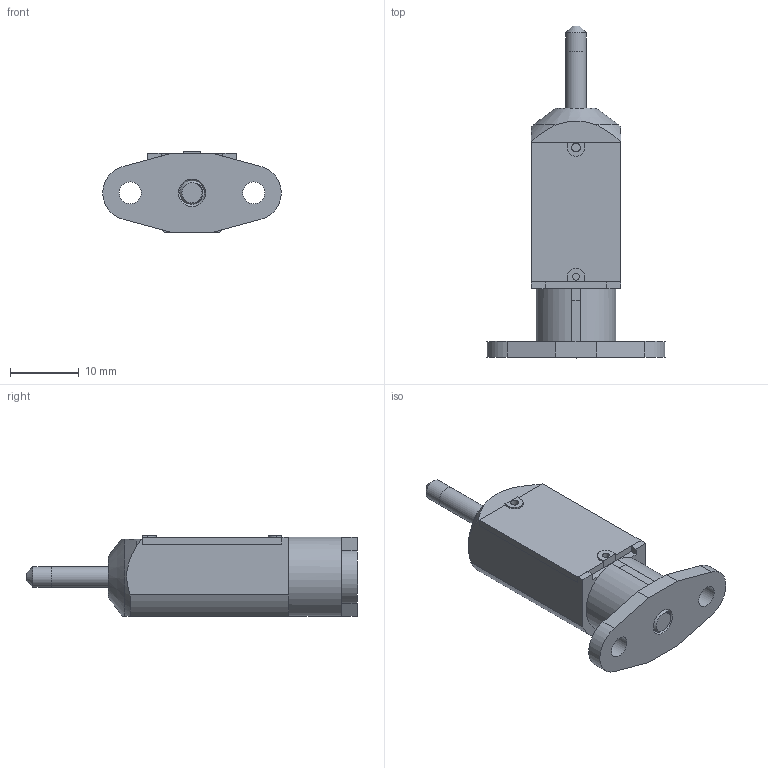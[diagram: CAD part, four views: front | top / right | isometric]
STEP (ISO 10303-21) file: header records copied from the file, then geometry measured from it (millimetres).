
FILE_DESCRIPTION(/* description */ (''),/* implementation_level */ '2;1');
FILE_NAME(/* name */ 'BLTouch Classic v5.step',/* time_stamp */ '2018-12-31T15:25:16+01:00',/* author */ (''),/* organization */ (''),/* preprocessor_version */ 'ST-DEVELOPER v17.2',/* originating_system */ 'Autodesk Translation Framework v7.6.0.251',/* authorisation */ '');
FILE_SCHEMA (('AUTOMOTIVE_DESIGN { 1 0 10303 214 3 1 1 }'));
Length unit declared in the file: millimetre
Products named in the file (5): BLTouch Classic; Component1; Pin; Component3; M4 grub
Assembly tree (4 placements, depth 2):
  BLTouch Classic
    Component1
    Pin
    Component3
    M4 grub
Bounding box: 25.97 x 48.4 x 11.78 mm (x, y, z)
Volume: 4999.1 mm3; surface area: 3633.4 mm2
Topology: 7 solids, 7 shells, 110 faces, 275 edges, 182 vertices
Faces by surface type: plane 67, cylinder 31, cone 9, bspline 3
Full cylindrical faces by diameter (mm): 1 x1, 1.25 x1, 3 x3, 3.2 x2, 4 x12
Entity records: 5859 total; most frequent: CARTESIAN_POINT 3073, ORIENTED_EDGE 550, DIRECTION 517, EDGE_CURVE 275, VERTEX_POINT 182, LINE 173, VECTOR 173, AXIS2_PLACEMENT_3D 172
